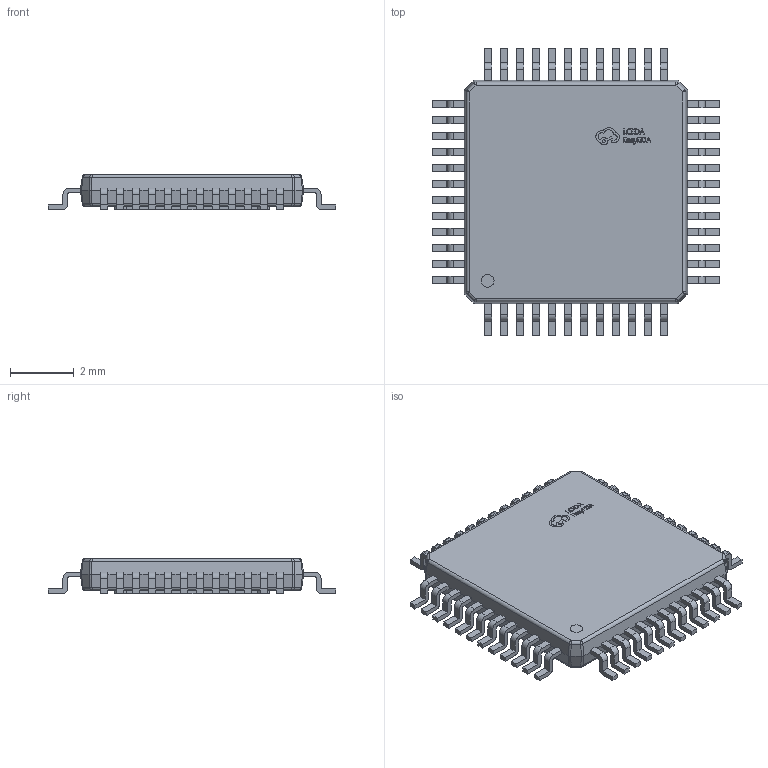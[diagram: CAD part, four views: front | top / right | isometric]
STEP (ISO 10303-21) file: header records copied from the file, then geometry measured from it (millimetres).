
FILE_DESCRIPTION (( 'STEP AP214' ), '1' );
FILE_NAME ('HTQFP-48_L7.0-W7.0-P0.50-LS9.0-BL-EP5.1.step', '2022-07-09T04:40:02', ( '' ), ( '' ), 'SwSTEP 2.0', 'SolidWorks 2020', '' );
FILE_SCHEMA (( 'AUTOMOTIVE_DESIGN' ));
Length unit declared in the file: millimetre
Products named in the file (1): HTQFP-48_L7.0-W7.0-P0.50-LS9.0-BL-EP5.1
Bounding box: 9 x 9 x 1.1 mm (x, y, z)
Volume: 52 mm3; surface area: 172.3 mm2
Topology: 1 solids, 1 shells, 993 faces, 2825 edges, 1862 vertices
Faces by surface type: plane 639, cylinder 226, bspline 112, sphere 16
Entity records: 44080 total; most frequent: CARTESIAN_POINT 7809, ORIENTED_EDGE 5650, DIRECTION 4789, EDGE_CURVE 2825, VECTOR 2153, LINE 2153, VERTEX_POINT 1862, AXIS2_PLACEMENT_3D 1318
